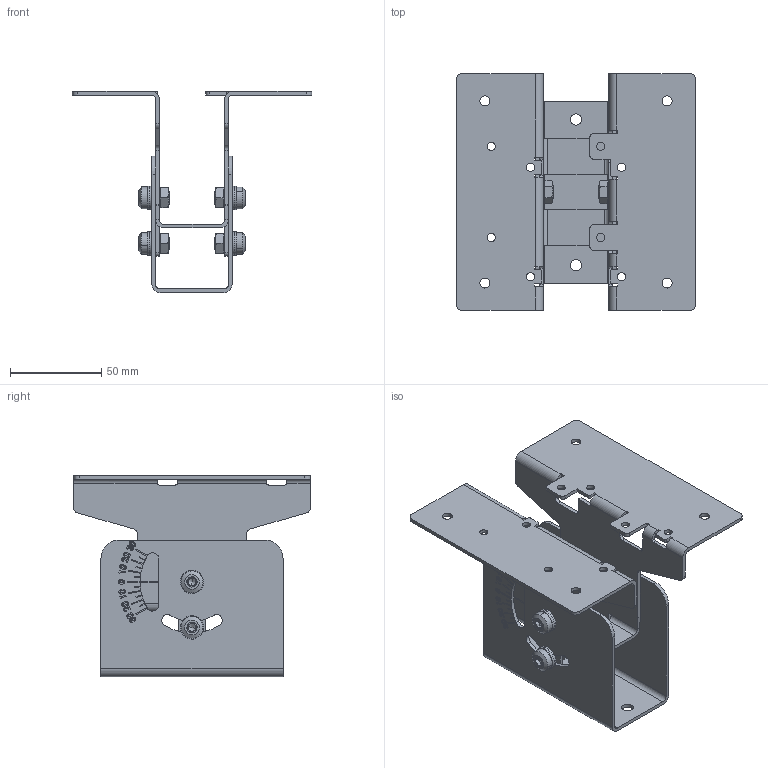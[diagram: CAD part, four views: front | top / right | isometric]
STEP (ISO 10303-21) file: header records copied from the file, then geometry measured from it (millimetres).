
FILE_DESCRIPTION (( 'STEP AP214' ), '1' );
FILE_NAME ('6GF35008CD_001_STEP.STEP', '2021-08-31T10:36:19', ( '' ), ( '' ), 'SwSTEP 2.0', 'SolidWorks 2019', '' );
FILE_SCHEMA (( 'AUTOMOTIVE_DESIGN' ));
Length unit declared in the file: millimetre
Products named in the file (5): starre Einheit; bewegliche Einheit; 6GF35008CD_001_STEP; starre Einheit_Normal; bewegliche Einheit_Normal
Assembly tree (2 placements, depth 2):
  starre Einheit
  bewegliche Einheit
  6GF35008CD_001_STEP
    starre Einheit_Normal
    bewegliche Einheit_Normal
Bounding box: 131.3 x 130 x 110.5 mm (x, y, z)
Volume: 90402.7 mm3; surface area: 94181.2 mm2
Topology: 2 solids, 2 shells, 975 faces, 2583 edges, 1666 vertices
Faces by surface type: plane 474, bspline 230, cylinder 203, cone 40, torus 24, sphere 4
Entity records: 43977 total; most frequent: CARTESIAN_POINT 20288, ORIENTED_EDGE 5142, DIRECTION 4111, EDGE_CURVE 2571, VERTEX_POINT 1666, LINE 1405, VECTOR 1405, AXIS2_PLACEMENT_3D 1353
